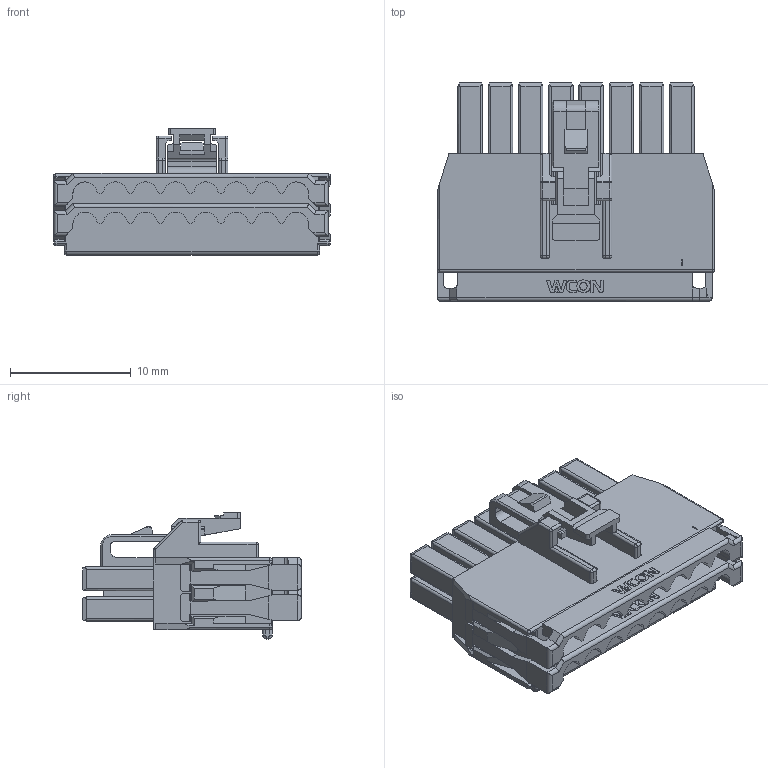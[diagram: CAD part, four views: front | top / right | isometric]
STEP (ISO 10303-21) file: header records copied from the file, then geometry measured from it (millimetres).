
FILE_DESCRIPTION( ('This file contains a STEP AP42 implementation' ,'as created by ZW3D STEP Interface translator.') ,'2;1' );
FILE_NAME( 'WF2508-2HHXXXX01.stp' ,'24 1 4.154239', (''), ('ZWCAD Software Co.'), 'Version 1.0', 'ZW3D to STEP translator', '' );
FILE_SCHEMA(('AUTOMOTIVE_DESIGN { 1 0 10303 214 1 1 1 1 }'));
Length unit declared in the file: millimetre
Products named in the file (2): 0; WF2508-2HHXXXX01
Bounding box: 22.9 x 18.1 x 10.46 mm (x, y, z)
Volume: 1849.8 mm3; surface area: 2235.4 mm2
Topology: 2 solids, 2 shells, 804 faces, 2250 edges, 1470 vertices
Faces by surface type: plane 607, cylinder 156, bspline 25, sphere 14, cone 2
Entity records: 27230 total; most frequent: CARTESIAN_POINT 5749, ORIENTED_EDGE 4500, DIRECTION 3931, EDGE_CURVE 2250, VECTOR 1833, LINE 1833, VERTEX_POINT 1470, AXIS2_PLACEMENT_3D 1049
